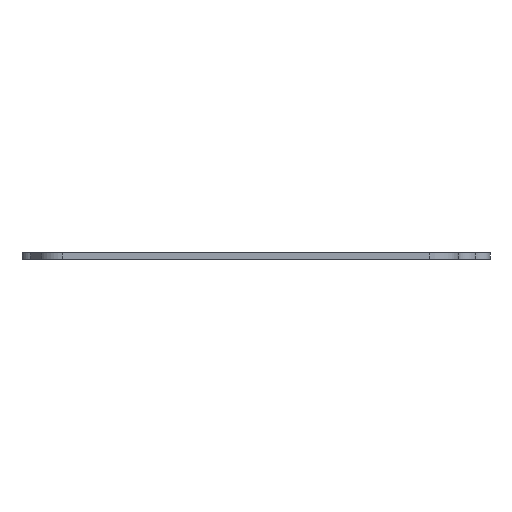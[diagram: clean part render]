
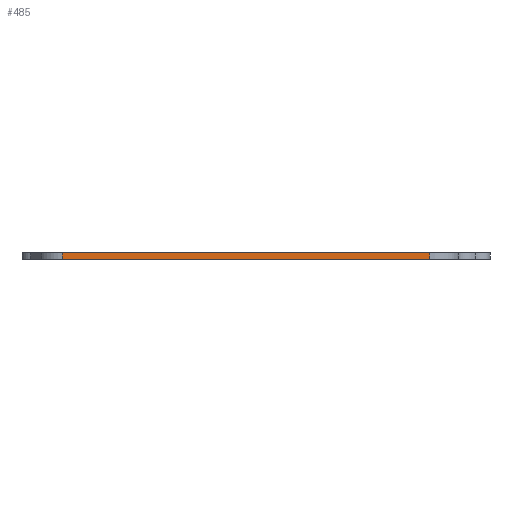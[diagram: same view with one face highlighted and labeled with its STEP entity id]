
A CAD part, front view. The second image highlights one B-rep face of the part: STEP entity #485.
In plain terms, the highlighted planar face has unit normal (0, -1, 0).
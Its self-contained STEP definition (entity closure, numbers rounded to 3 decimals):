
#53=PLANE('',#534);
#74=FACE_OUTER_BOUND('',#100,.T.);
#100=EDGE_LOOP('',(#380,#381,#382,#383));
#134=LINE('',#862,#176);
#135=LINE('',#865,#177);
#136=LINE('',#867,#178);
#137=LINE('',#868,#179);
#176=VECTOR('',#626,10.);
#177=VECTOR('',#629,10.);
#178=VECTOR('',#630,10.);
#179=VECTOR('',#631,10.);
#232=VERTEX_POINT('',#858);
#233=VERTEX_POINT('',#860);
#234=VERTEX_POINT('',#864);
#235=VERTEX_POINT('',#866);
#294=EDGE_CURVE('',#232,#233,#134,.T.);
#295=EDGE_CURVE('',#232,#234,#135,.T.);
#296=EDGE_CURVE('',#235,#233,#136,.T.);
#297=EDGE_CURVE('',#234,#235,#137,.T.);
#380=ORIENTED_EDGE('',*,*,#295,.F.);
#381=ORIENTED_EDGE('',*,*,#294,.T.);
#382=ORIENTED_EDGE('',*,*,#296,.F.);
#383=ORIENTED_EDGE('',*,*,#297,.F.);
#485=ADVANCED_FACE('',(#74),#53,.T.);
#534=AXIS2_PLACEMENT_3D('',#863,#627,#628);
#626=DIRECTION('',(0.,0.,-1.));
#627=DIRECTION('center_axis',(0.,-1.,0.));
#628=DIRECTION('ref_axis',(-1.,0.,0.));
#629=DIRECTION('',(1.,0.,0.));
#630=DIRECTION('',(-1.,0.,0.));
#631=DIRECTION('',(0.,0.,-1.));
#858=CARTESIAN_POINT('',(-19.396,-21.43,13.555));
#860=CARTESIAN_POINT('',(-19.396,-21.43,12.855));
#862=CARTESIAN_POINT('',(-19.396,-21.43,13.555));
#863=CARTESIAN_POINT('Origin',(17.421,-21.43,13.555));
#864=CARTESIAN_POINT('',(17.421,-21.43,13.555));
#865=CARTESIAN_POINT('',(-19.396,-21.43,13.555));
#866=CARTESIAN_POINT('',(17.421,-21.43,12.855));
#867=CARTESIAN_POINT('',(-19.396,-21.43,12.855));
#868=CARTESIAN_POINT('',(17.421,-21.43,13.555));
